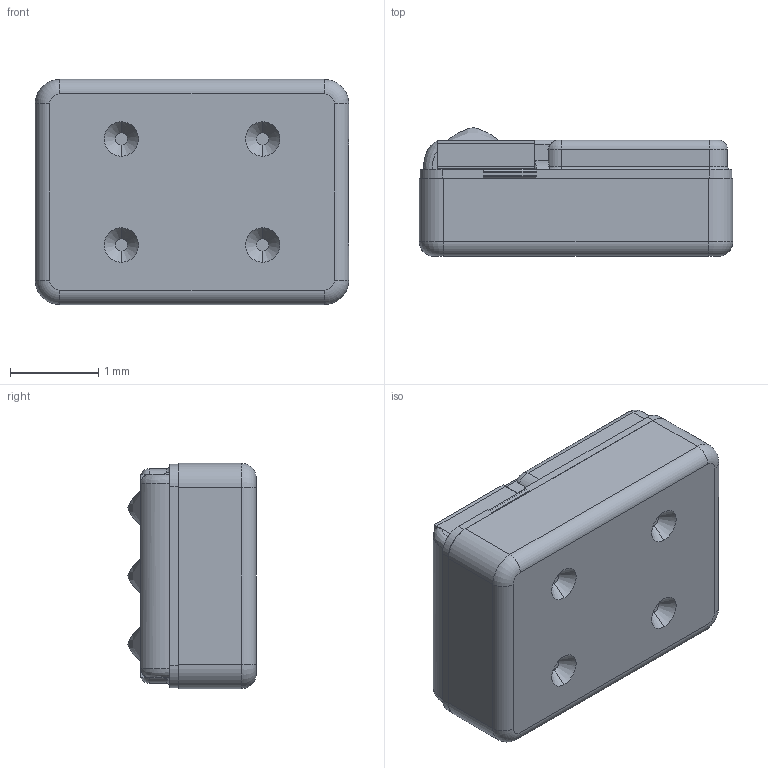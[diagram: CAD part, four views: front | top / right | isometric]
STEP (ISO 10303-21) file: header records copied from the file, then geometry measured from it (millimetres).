
FILE_DESCRIPTION (( 'STEP AP203' ), '1' );
FILE_NAME ('Microphone_5000_12N_3pads.STEP', '2011-06-08T15:43:59', ( 'Sonion' ), ( 'Sonion' ), 'SwSTEP 2.0', 'SolidWorks 2011', '' );
FILE_SCHEMA (( 'CONFIG_CONTROL_DESIGN' ));
Length unit declared in the file: millimetre
Products named in the file (1): Microphone_5000_12N_3pads
Bounding box: 3.55 x 1.45 x 2.55 mm (x, y, z)
Volume: 4.1 mm3; surface area: 81.6 mm2
Topology: 14 solids, 14 shells, 415 faces, 1061 edges, 688 vertices
Faces by surface type: plane 202, cylinder 161, torus 28, cone 16, bspline 8
Entity records: 13206 total; most frequent: CARTESIAN_POINT 2823, DIRECTION 2187, ORIENTED_EDGE 2118, EDGE_CURVE 1059, AXIS2_PLACEMENT_3D 770, VERTEX_POINT 688, VECTOR 647, LINE 647
